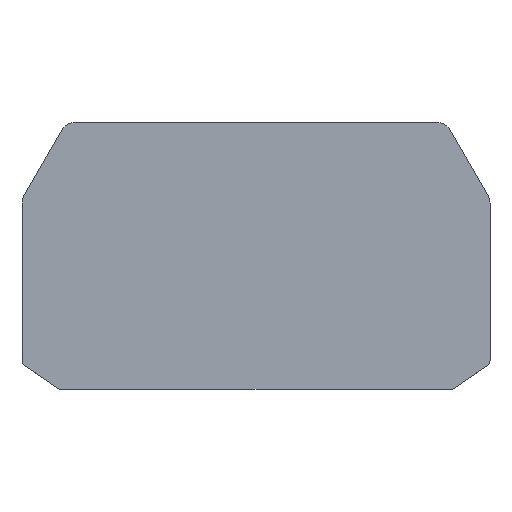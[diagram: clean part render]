
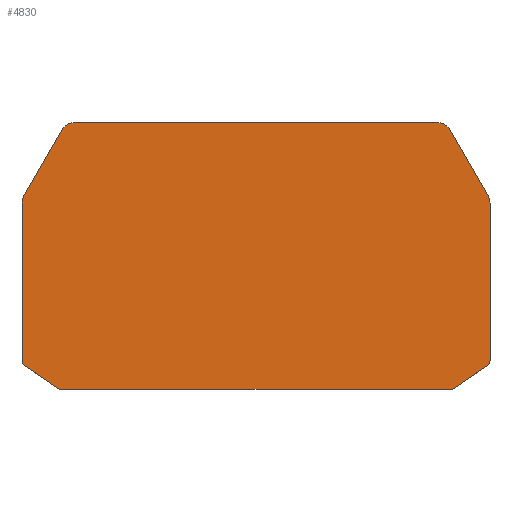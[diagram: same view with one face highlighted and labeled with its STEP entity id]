
A CAD part, top view. The second image highlights one B-rep face of the part: STEP entity #4830.
In plain terms, the highlighted planar face has unit normal (0, 0, 1).
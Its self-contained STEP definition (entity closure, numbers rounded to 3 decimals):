
#210=CARTESIAN_POINT('',(-108.383,-30.043,10.35));
#220=VERTEX_POINT('',#210);
#250=CARTESIAN_POINT('',(-108.941,-29.213,10.35));
#260=DIRECTION('',(0.,0.,1.));
#270=DIRECTION('',(1.,0.,0.));
#280=AXIS2_PLACEMENT_3D('',#250,#260,#270);
#290=CIRCLE('',#280,1.);
#300=CARTESIAN_POINT('',(-107.941,-29.213,10.35));
#310=VERTEX_POINT('',#300);
#320=EDGE_CURVE('',#220,#310,#290,.T.);
#700=CARTESIAN_POINT('',(-169.334,-33.18,10.35));
#710=VERTEX_POINT('',#700);
#740=CARTESIAN_POINT('',(-168.776,-32.35,10.35));
#750=DIRECTION('',(0.,0.,1.));
#760=DIRECTION('',(1.,0.,0.));
#770=AXIS2_PLACEMENT_3D('',#740,#750,#760);
#780=CIRCLE('',#770,1.);
#790=CARTESIAN_POINT('',(-168.776,-33.35,10.35));
#800=VERTEX_POINT('',#790);
#810=EDGE_CURVE('',#710,#800,#780,.T.);
#1130=CARTESIAN_POINT('',(-141.191,-33.35,10.35));
#1140=DIRECTION('',(1.,0.,0.));
#1150=VECTOR('',#1140,1.);
#1160=LINE('',#1130,#1150);
#1170=CARTESIAN_POINT('',(-113.605,-33.35,10.35));
#1180=VERTEX_POINT('',#1170);
#1190=EDGE_CURVE('',#800,#1180,#1160,.T.);
#2700=CARTESIAN_POINT('',(-113.047,-33.18,10.35));
#2710=VERTEX_POINT('',#2700);
#2740=CARTESIAN_POINT('',(-141.191,-52.105,10.35));
#2750=DIRECTION('',(-0.83,-0.558,0.));
#2760=VECTOR('',#2750,1.);
#2770=LINE('',#2740,#2760);
#2780=EDGE_CURVE('',#220,#2710,#2770,.T.);
#3020=CARTESIAN_POINT('',(-174.441,-29.213,10.35));
#3030=VERTEX_POINT('',#3020);
#3060=CARTESIAN_POINT('',(-173.441,-29.213,10.35));
#3070=DIRECTION('',(0.,0.,-1.));
#3080=DIRECTION('',(-1.,0.,0.));
#3090=AXIS2_PLACEMENT_3D('',#3060,#3070,#3080);
#3100=CIRCLE('',#3090,1.);
#3110=CARTESIAN_POINT('',(-173.999,-30.043,10.35));
#3120=VERTEX_POINT('',#3110);
#3130=EDGE_CURVE('',#3120,#3030,#3100,.T.);
#3360=CARTESIAN_POINT('',(-115.381,2.55,10.35));
#3370=DIRECTION('',(0.,0.,1.));
#3380=DIRECTION('',(1.,0.,0.));
#3390=AXIS2_PLACEMENT_3D('',#3360,#3370,#3380);
#3400=CIRCLE('',#3390,2.);
#3410=CARTESIAN_POINT('',(-113.649,3.55,10.35));
#3420=VERTEX_POINT('',#3410);
#3430=CARTESIAN_POINT('',(-115.381,4.55,10.35));
#3440=VERTEX_POINT('',#3430);
#3450=EDGE_CURVE('',#3420,#3440,#3400,.T.);
#3760=CARTESIAN_POINT('',(-141.191,4.55,10.35));
#3770=DIRECTION('',(-1.,0.,0.));
#3780=VECTOR('',#3770,1.);
#3790=LINE('',#3760,#3780);
#3800=CARTESIAN_POINT('',(-167.,4.55,10.35));
#3810=VERTEX_POINT('',#3800);
#3820=EDGE_CURVE('',#3440,#3810,#3790,.T.);
#4010=CARTESIAN_POINT('',(-141.191,-35.064,10.35));
#4020=DIRECTION('',(0.,0.,1.));
#4030=DIRECTION('',(1.,0.,0.));
#4040=AXIS2_PLACEMENT_3D('',#4010,#4020,#4030);
#4050=PLANE('',#4040);
#4060=CARTESIAN_POINT('',(-172.441,-6.873,10.35));
#4070=DIRECTION('',(0.,0.,-1.));
#4080=DIRECTION('',(-1.,0.,0.));
#4090=AXIS2_PLACEMENT_3D('',#4060,#4070,#4080);
#4100=CIRCLE('',#4090,2.);
#4110=CARTESIAN_POINT('',(-174.441,-6.873,10.35));
#4120=VERTEX_POINT('',#4110);
#4130=CARTESIAN_POINT('',(-174.173,-5.873,10.35));
#4140=VERTEX_POINT('',#4130);
#4150=EDGE_CURVE('',#4120,#4140,#4100,.T.);
#4160=ORIENTED_EDGE('',*,*,#4150,.F.);
#4170=CARTESIAN_POINT('',(-191.026,-35.064,10.35));
#4180=DIRECTION('',(-0.5,-0.866,0.));
#4190=VECTOR('',#4180,1.);
#4200=LINE('',#4170,#4190);
#4210=CARTESIAN_POINT('',(-168.732,3.55,10.35));
#4220=VERTEX_POINT('',#4210);
#4230=EDGE_CURVE('',#4220,#4140,#4200,.T.);
#4240=ORIENTED_EDGE('',*,*,#4230,.T.);
#4250=CARTESIAN_POINT('',(-167.,2.55,10.35));
#4260=DIRECTION('',(0.,0.,1.));
#4270=DIRECTION('',(1.,0.,0.));
#4280=AXIS2_PLACEMENT_3D('',#4250,#4260,#4270);
#4290=CIRCLE('',#4280,2.);
#4300=EDGE_CURVE('',#3810,#4220,#4290,.T.);
#4310=ORIENTED_EDGE('',*,*,#4300,.T.);
#4320=ORIENTED_EDGE('',*,*,#3820,.T.);
#4330=ORIENTED_EDGE('',*,*,#3450,.T.);
#4340=CARTESIAN_POINT('',(-91.356,-35.064,10.35));
#4350=DIRECTION('',(0.5,-0.866,0.));
#4360=VECTOR('',#4350,1.);
#4370=LINE('',#4340,#4360);
#4380=CARTESIAN_POINT('',(-108.209,-5.873,10.35));
#4390=VERTEX_POINT('',#4380);
#4400=EDGE_CURVE('',#3420,#4390,#4370,.T.);
#4410=ORIENTED_EDGE('',*,*,#4400,.F.);
#4420=CARTESIAN_POINT('',(-109.941,-6.873,10.35));
#4430=DIRECTION('',(0.,0.,1.));
#4440=DIRECTION('',(1.,0.,0.));
#4450=AXIS2_PLACEMENT_3D('',#4420,#4430,#4440);
#4460=CIRCLE('',#4450,2.);
#4470=CARTESIAN_POINT('',(-107.941,-6.873,10.35));
#4480=VERTEX_POINT('',#4470);
#4490=EDGE_CURVE('',#4480,#4390,#4460,.T.);
#4500=ORIENTED_EDGE('',*,*,#4490,.T.);
#4510=CARTESIAN_POINT('',(-107.941,-35.064,10.35));
#4520=DIRECTION('',(0.,-1.,0.));
#4530=VECTOR('',#4520,1.);
#4540=LINE('',#4510,#4530);
#4550=EDGE_CURVE('',#4480,#310,#4540,.T.);
#4560=ORIENTED_EDGE('',*,*,#4550,.F.);
#4570=ORIENTED_EDGE('',*,*,#320,.T.);
#4580=ORIENTED_EDGE('',*,*,#2780,.F.);
#4590=CARTESIAN_POINT('',(-113.605,-32.35,10.35));
#4600=DIRECTION('',(0.,0.,1.));
#4610=DIRECTION('',(1.,0.,0.));
#4620=AXIS2_PLACEMENT_3D('',#4590,#4600,#4610);
#4630=CIRCLE('',#4620,1.);
#4640=EDGE_CURVE('',#1180,#2710,#4630,.T.);
#4650=ORIENTED_EDGE('',*,*,#4640,.T.);
#4660=ORIENTED_EDGE('',*,*,#1190,.T.);
#4670=ORIENTED_EDGE('',*,*,#810,.T.);
#4680=CARTESIAN_POINT('',(-141.191,-52.105,10.35));
#4690=DIRECTION('',(0.83,-0.558,0.));
#4700=VECTOR('',#4690,1.);
#4710=LINE('',#4680,#4700);
#4720=EDGE_CURVE('',#3120,#710,#4710,.T.);
#4730=ORIENTED_EDGE('',*,*,#4720,.T.);
#4740=ORIENTED_EDGE('',*,*,#3130,.F.);
#4750=CARTESIAN_POINT('',(-174.441,-35.064,10.35));
#4760=DIRECTION('',(0.,-1.,0.));
#4770=VECTOR('',#4760,1.);
#4780=LINE('',#4750,#4770);
#4790=EDGE_CURVE('',#4120,#3030,#4780,.T.);
#4800=ORIENTED_EDGE('',*,*,#4790,.T.);
#4810=EDGE_LOOP('',(#4800,#4740,#4730,#4670,#4660,#4650,#4580,#4570,
#4560,#4500,#4410,#4330,#4320,#4310,#4240,#4160));
#4820=FACE_OUTER_BOUND('',#4810,.T.);
#4830=ADVANCED_FACE('',(#4820),#4050,.T.);
